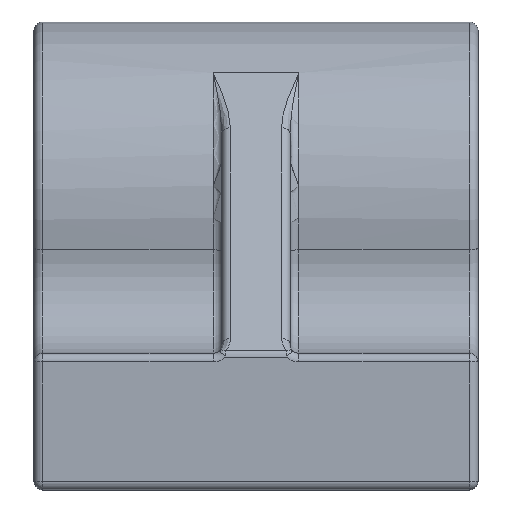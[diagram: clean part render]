
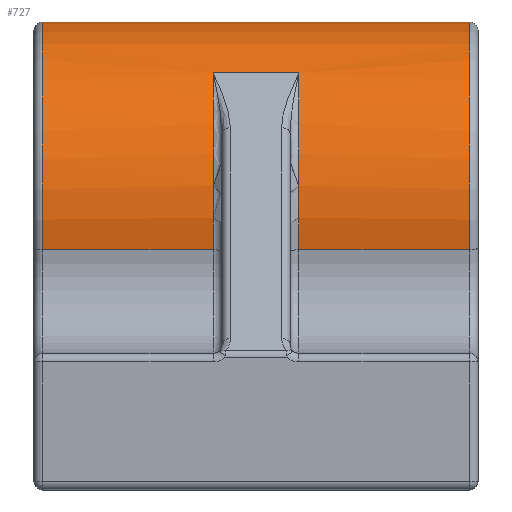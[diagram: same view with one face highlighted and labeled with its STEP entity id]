
A CAD part, left-side view. The second image highlights one B-rep face of the part: STEP entity #727.
In plain terms, the highlighted cylindrical face has radius 11 mm (diameter 22 mm), a partial arc.
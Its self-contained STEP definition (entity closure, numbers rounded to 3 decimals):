
#230=CARTESIAN_POINT('Vertex',(-10.749,-12.5,14.063)) ;
#306=CARTESIAN_POINT('Vertex',(0.,-12.5,27.4)) ;
#309=CARTESIAN_POINT('Axis2P3D Location',(0.,-12.5,16.4)) ;
#341=CARTESIAN_POINT('Vertex',(-10.749,12.5,14.063)) ;
#408=CARTESIAN_POINT('Axis2P3D Location',(0.,12.5,16.4)) ;
#412=CARTESIAN_POINT('Vertex',(0.,12.5,27.4)) ;
#534=CARTESIAN_POINT('Axis2P3D Location',(0.,0.,16.4)) ;
#539=CARTESIAN_POINT('Line Origine',(0.,0.,27.4)) ;
#614=CARTESIAN_POINT('Vertex',(-10.749,2.5,14.063)) ;
#619=CARTESIAN_POINT('Line Origine',(-10.749,0.,14.063)) ;
#676=CARTESIAN_POINT('Vertex',(-10.749,-2.5,14.063)) ;
#686=CARTESIAN_POINT('Line Origine',(-10.749,0.,14.063)) ;
#698=CARTESIAN_POINT('Axis2P3D Location',(0.,2.5,16.4)) ;
#702=CARTESIAN_POINT('Vertex',(-7.533,2.5,24.416)) ;
#705=CARTESIAN_POINT('Line Origine',(-7.533,0.,24.416)) ;
#709=CARTESIAN_POINT('Vertex',(-7.533,-2.5,24.416)) ;
#712=CARTESIAN_POINT('Axis2P3D Location',(0.,-2.5,16.4)) ;
#310=DIRECTION('Axis2P3D Direction',(-0.,1.,0.)) ;
#409=DIRECTION('Axis2P3D Direction',(0.,-1.,0.)) ;
#535=DIRECTION('Axis2P3D Direction',(0.,1.,0.)) ;
#536=DIRECTION('Axis2P3D XDirection',(0.,0.,1.)) ;
#540=DIRECTION('Vector Direction',(0.,1.,0.)) ;
#620=DIRECTION('Vector Direction',(0.,1.,0.)) ;
#687=DIRECTION('Vector Direction',(0.,1.,0.)) ;
#699=DIRECTION('Axis2P3D Direction',(0.,1.,0.)) ;
#706=DIRECTION('Vector Direction',(0.,1.,0.)) ;
#713=DIRECTION('Axis2P3D Direction',(0.,1.,0.)) ;
#311=AXIS2_PLACEMENT_3D('Circle Axis2P3D',#309,#310,$) ;
#410=AXIS2_PLACEMENT_3D('Circle Axis2P3D',#408,#409,$) ;
#537=AXIS2_PLACEMENT_3D('Cylinder Axis2P3D',#534,#535,#536) ;
#700=AXIS2_PLACEMENT_3D('Circle Axis2P3D',#698,#699,$) ;
#714=AXIS2_PLACEMENT_3D('Circle Axis2P3D',#712,#713,$) ;
#718=ORIENTED_EDGE('',*,*,#690,.T.) ;
#719=ORIENTED_EDGE('',*,*,#313,.T.) ;
#720=ORIENTED_EDGE('',*,*,#543,.T.) ;
#721=ORIENTED_EDGE('',*,*,#414,.F.) ;
#722=ORIENTED_EDGE('',*,*,#623,.T.) ;
#723=ORIENTED_EDGE('',*,*,#704,.F.) ;
#724=ORIENTED_EDGE('',*,*,#711,.T.) ;
#725=ORIENTED_EDGE('',*,*,#716,.T.) ;
#541=VECTOR('Line Direction',#540,1.) ;
#621=VECTOR('Line Direction',#620,1.) ;
#688=VECTOR('Line Direction',#687,1.) ;
#707=VECTOR('Line Direction',#706,1.) ;
#727=ADVANCED_FACE('Corps principal',(#726),#538,.T.) ;
#312=CIRCLE('generated circle',#311,11.) ;
#411=CIRCLE('generated circle',#410,11.) ;
#701=CIRCLE('generated circle',#700,11.) ;
#715=CIRCLE('generated circle',#714,11.) ;
#538=CYLINDRICAL_SURFACE('generated cylinder',#537,11.) ;
#313=EDGE_CURVE('',#231,#307,#312,.T.) ;
#414=EDGE_CURVE('',#342,#413,#411,.F.) ;
#543=EDGE_CURVE('',#307,#413,#542,.T.) ;
#623=EDGE_CURVE('',#342,#615,#622,.F.) ;
#690=EDGE_CURVE('',#677,#231,#689,.F.) ;
#704=EDGE_CURVE('',#703,#615,#701,.F.) ;
#711=EDGE_CURVE('',#703,#710,#708,.F.) ;
#716=EDGE_CURVE('',#710,#677,#715,.F.) ;
#717=EDGE_LOOP('',(#718,#719,#720,#721,#722,#723,#724,#725)) ;
#726=FACE_OUTER_BOUND('',#717,.T.) ;
#542=LINE('Line',#539,#541) ;
#622=LINE('Line',#619,#621) ;
#689=LINE('Line',#686,#688) ;
#708=LINE('Line',#705,#707) ;
#231=VERTEX_POINT('',#230) ;
#307=VERTEX_POINT('',#306) ;
#342=VERTEX_POINT('',#341) ;
#413=VERTEX_POINT('',#412) ;
#615=VERTEX_POINT('',#614) ;
#677=VERTEX_POINT('',#676) ;
#703=VERTEX_POINT('',#702) ;
#710=VERTEX_POINT('',#709) ;
